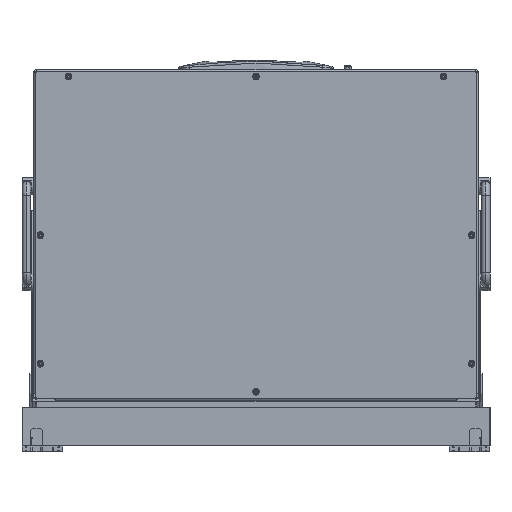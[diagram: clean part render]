
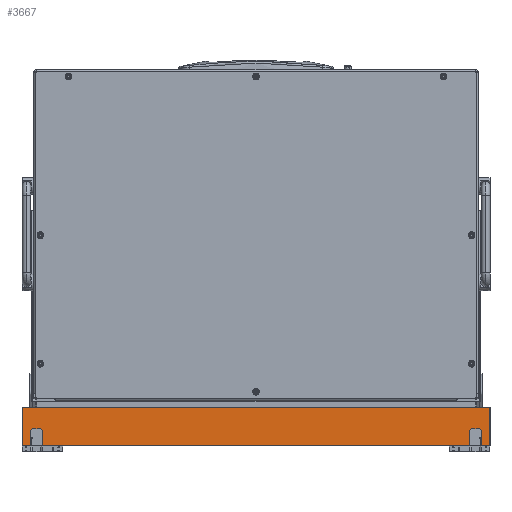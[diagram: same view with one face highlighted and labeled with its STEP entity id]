
A CAD part, front view. The second image highlights one B-rep face of the part: STEP entity #3667.
In plain terms, the highlighted planar face has unit normal (0, -1, 0).
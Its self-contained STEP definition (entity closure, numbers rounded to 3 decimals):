
#675 = CARTESIAN_POINT ( 'NONE',  ( -221., -4., 20. ) ) ;
#3252 = LINE ( 'NONE', #78919, #88267 ) ;
#3588 = CARTESIAN_POINT ( 'NONE',  ( -230., -4., 2. ) ) ;
#3667 = ADVANCED_FACE ( 'NONE', ( #52958 ), #18448, .T. ) ;
#3971 = DIRECTION ( 'NONE',  ( 1., 0., 0. ) ) ;
#4770 = CARTESIAN_POINT ( 'NONE',  ( -221., -4., 20. ) ) ;
#6617 = LINE ( 'NONE', #87251, #74846 ) ;
#6998 = ORIENTED_EDGE ( 'NONE', *, *, #13947, .T. ) ;
#7105 = ORIENTED_EDGE ( 'NONE', *, *, #57505, .T. ) ;
#7121 = CIRCLE ( 'NONE', #68571, 3. ) ;
#7831 = DIRECTION ( 'NONE',  ( 0., 1., 0. ) ) ;
#8116 = ORIENTED_EDGE ( 'NONE', *, *, #81220, .F. ) ;
#8284 = CARTESIAN_POINT ( 'NONE',  ( -224., -4., 5. ) ) ;
#8436 = ORIENTED_EDGE ( 'NONE', *, *, #27113, .T. ) ;
#8845 = AXIS2_PLACEMENT_3D ( 'NONE', #8284, #7831, #9148 ) ;
#9025 = CARTESIAN_POINT ( 'NONE',  ( -242., -4., 20. ) ) ;
#9148 = DIRECTION ( 'NONE',  ( 0., 0., -1. ) ) ;
#12325 = DIRECTION ( 'NONE',  ( 0., 0., -1. ) ) ;
#13193 = DIRECTION ( 'NONE',  ( 0., 0., 1. ) ) ;
#13947 = EDGE_CURVE ( 'NONE', #40848, #61192, #77881, .T. ) ;
#14020 = CARTESIAN_POINT ( 'NONE',  ( 242., -4., 20. ) ) ;
#14154 = EDGE_CURVE ( 'NONE', #52738, #46576, #60688, .T. ) ;
#15733 = VERTEX_POINT ( 'NONE', #4770 ) ;
#16350 = VERTEX_POINT ( 'NONE', #69463 ) ;
#16959 = DIRECTION ( 'NONE',  ( 0., 0., 1. ) ) ;
#17024 = LINE ( 'NONE', #3588, #29987 ) ;
#17404 = CIRCLE ( 'NONE', #8845, 3. ) ;
#17991 = CARTESIAN_POINT ( 'NONE',  ( 230., -4., 2. ) ) ;
#18340 = VECTOR ( 'NONE', #47645, 1000. ) ;
#18448 = PLANE ( 'NONE',  #38295 ) ;
#19744 = CARTESIAN_POINT ( 'NONE',  ( -242., -4., 20. ) ) ;
#20407 = VECTOR ( 'NONE', #62590, 1000. ) ;
#20733 = LINE ( 'NONE', #14020, #18340 ) ;
#21537 = VECTOR ( 'NONE', #12325, 1000. ) ;
#21666 = VERTEX_POINT ( 'NONE', #17991 ) ;
#22095 = VECTOR ( 'NONE', #68562, 1000. ) ;
#22510 = DIRECTION ( 'NONE',  ( -1., 0., 0. ) ) ;
#22861 = CARTESIAN_POINT ( 'NONE',  ( -233., -4., 20. ) ) ;
#23706 = DIRECTION ( 'NONE',  ( -1., 0., 0. ) ) ;
#24089 = CARTESIAN_POINT ( 'NONE',  ( -242., -4., 20. ) ) ;
#24870 = CARTESIAN_POINT ( 'NONE',  ( 230., -4., 2. ) ) ;
#24942 = EDGE_CURVE ( 'NONE', #62033, #21666, #7121, .T. ) ;
#26157 = ORIENTED_EDGE ( 'NONE', *, *, #37844, .T. ) ;
#27113 = EDGE_CURVE ( 'NONE', #37883, #27204, #17404, .T. ) ;
#27204 = VERTEX_POINT ( 'NONE', #43217 ) ;
#28327 = EDGE_CURVE ( 'NONE', #87293, #55423, #41283, .T. ) ;
#29262 = ORIENTED_EDGE ( 'NONE', *, *, #66727, .T. ) ;
#29987 = VECTOR ( 'NONE', #23706, 1000. ) ;
#30306 = ORIENTED_EDGE ( 'NONE', *, *, #30612, .F. ) ;
#30506 = CARTESIAN_POINT ( 'NONE',  ( 221., -4., 20. ) ) ;
#30612 = EDGE_CURVE ( 'NONE', #15733, #46576, #57280, .T. ) ;
#30777 = EDGE_CURVE ( 'NONE', #64525, #55699, #6617, .T. ) ;
#30911 = CARTESIAN_POINT ( 'NONE',  ( -242., -4., -20. ) ) ;
#31875 = DIRECTION ( 'NONE',  ( 0., -1., 0. ) ) ;
#34421 = ORIENTED_EDGE ( 'NONE', *, *, #64893, .T. ) ;
#37844 = EDGE_CURVE ( 'NONE', #27204, #40848, #17024, .T. ) ;
#37883 = VERTEX_POINT ( 'NONE', #44365 ) ;
#38295 = AXIS2_PLACEMENT_3D ( 'NONE', #74422, #31875, #87854 ) ;
#40848 = VERTEX_POINT ( 'NONE', #71415 ) ;
#41283 = LINE ( 'NONE', #19744, #22095 ) ;
#41876 = CARTESIAN_POINT ( 'NONE',  ( -242., -4., 20. ) ) ;
#43103 = LINE ( 'NONE', #9025, #65927 ) ;
#43217 = CARTESIAN_POINT ( 'NONE',  ( -224., -4., 2. ) ) ;
#43419 = LINE ( 'NONE', #78307, #79234 ) ;
#44365 = CARTESIAN_POINT ( 'NONE',  ( -221., -4., 5. ) ) ;
#44465 = VERTEX_POINT ( 'NONE', #22861 ) ;
#44531 = DIRECTION ( 'NONE',  ( 0., 1., 0. ) ) ;
#46576 = VERTEX_POINT ( 'NONE', #30506 ) ;
#47645 = DIRECTION ( 'NONE',  ( 0., 0., -1. ) ) ;
#48413 = CARTESIAN_POINT ( 'NONE',  ( -233., -4., 5. ) ) ;
#50510 = EDGE_CURVE ( 'NONE', #55699, #44465, #43103, .T. ) ;
#50896 = CARTESIAN_POINT ( 'NONE',  ( 242., -4., 20. ) ) ;
#51596 = ORIENTED_EDGE ( 'NONE', *, *, #30777, .F. ) ;
#51782 = DIRECTION ( 'NONE',  ( 0., 1., 0. ) ) ;
#52417 = EDGE_CURVE ( 'NONE', #15733, #37883, #53564, .T. ) ;
#52659 = VERTEX_POINT ( 'NONE', #63372 ) ;
#52696 = LINE ( 'NONE', #24870, #83794 ) ;
#52738 = VERTEX_POINT ( 'NONE', #57504 ) ;
#52793 = DIRECTION ( 'NONE',  ( 0., 0., 1. ) ) ;
#52958 = FACE_OUTER_BOUND ( 'NONE', #75193, .T. ) ;
#53381 = DIRECTION ( 'NONE',  ( 0., 0., 1. ) ) ;
#53564 = LINE ( 'NONE', #675, #21537 ) ;
#55423 = VERTEX_POINT ( 'NONE', #50896 ) ;
#55699 = VERTEX_POINT ( 'NONE', #41876 ) ;
#56413 = AXIS2_PLACEMENT_3D ( 'NONE', #65193, #51782, #79061 ) ;
#56477 = CIRCLE ( 'NONE', #59333, 3. ) ;
#57280 = LINE ( 'NONE', #24089, #79122 ) ;
#57505 = EDGE_CURVE ( 'NONE', #61192, #44465, #43419, .T. ) ;
#57504 = CARTESIAN_POINT ( 'NONE',  ( 221., -4., 5. ) ) ;
#58301 = DIRECTION ( 'NONE',  ( 0., 1., 0. ) ) ;
#59044 = ORIENTED_EDGE ( 'NONE', *, *, #14154, .T. ) ;
#59333 = AXIS2_PLACEMENT_3D ( 'NONE', #78980, #44531, #79419 ) ;
#59828 = CARTESIAN_POINT ( 'NONE',  ( 233., -4., 5. ) ) ;
#60279 = EDGE_CURVE ( 'NONE', #21666, #16350, #52696, .T. ) ;
#60688 = LINE ( 'NONE', #81291, #65033 ) ;
#61192 = VERTEX_POINT ( 'NONE', #48413 ) ;
#62033 = VERTEX_POINT ( 'NONE', #59828 ) ;
#62590 = DIRECTION ( 'NONE',  ( 0., 0., -1. ) ) ;
#62686 = ORIENTED_EDGE ( 'NONE', *, *, #87384, .F. ) ;
#63372 = CARTESIAN_POINT ( 'NONE',  ( 242., -4., -20. ) ) ;
#64525 = VERTEX_POINT ( 'NONE', #30911 ) ;
#64893 = EDGE_CURVE ( 'NONE', #87293, #62033, #68399, .T. ) ;
#65023 = CARTESIAN_POINT ( 'NONE',  ( 230., -4., 5. ) ) ;
#65033 = VECTOR ( 'NONE', #13193, 1000. ) ;
#65193 = CARTESIAN_POINT ( 'NONE',  ( -230., -4., 5. ) ) ;
#65927 = VECTOR ( 'NONE', #83410, 1000. ) ;
#66727 = EDGE_CURVE ( 'NONE', #16350, #52738, #56477, .T. ) ;
#66770 = ORIENTED_EDGE ( 'NONE', *, *, #28327, .F. ) ;
#68399 = LINE ( 'NONE', #83180, #20407 ) ;
#68562 = DIRECTION ( 'NONE',  ( 1., 0., 0. ) ) ;
#68571 = AXIS2_PLACEMENT_3D ( 'NONE', #65023, #58301, #53381 ) ;
#68917 = ORIENTED_EDGE ( 'NONE', *, *, #52417, .T. ) ;
#69463 = CARTESIAN_POINT ( 'NONE',  ( 224., -4., 2. ) ) ;
#71415 = CARTESIAN_POINT ( 'NONE',  ( -230., -4., 2. ) ) ;
#74422 = CARTESIAN_POINT ( 'NONE',  ( 242., -4., -20. ) ) ;
#74846 = VECTOR ( 'NONE', #52793, 1000. ) ;
#75193 = EDGE_LOOP ( 'NONE', ( #7105, #80478, #51596, #62686, #8116, #66770, #34421, #88244, #78591, #29262, #59044, #30306, #68917, #8436, #26157, #6998 ) ) ;
#75870 = CARTESIAN_POINT ( 'NONE',  ( 233., -4., 20. ) ) ;
#77881 = CIRCLE ( 'NONE', #56413, 3. ) ;
#78307 = CARTESIAN_POINT ( 'NONE',  ( -233., -4., 20. ) ) ;
#78591 = ORIENTED_EDGE ( 'NONE', *, *, #60279, .T. ) ;
#78919 = CARTESIAN_POINT ( 'NONE',  ( -242., -4., -20. ) ) ;
#78980 = CARTESIAN_POINT ( 'NONE',  ( 224., -4., 5. ) ) ;
#79061 = DIRECTION ( 'NONE',  ( 0., 0., -1. ) ) ;
#79122 = VECTOR ( 'NONE', #3971, 1000. ) ;
#79234 = VECTOR ( 'NONE', #16959, 1000. ) ;
#79419 = DIRECTION ( 'NONE',  ( 0., 0., 1. ) ) ;
#79549 = DIRECTION ( 'NONE',  ( -1., 0., 0. ) ) ;
#80478 = ORIENTED_EDGE ( 'NONE', *, *, #50510, .F. ) ;
#81220 = EDGE_CURVE ( 'NONE', #55423, #52659, #20733, .T. ) ;
#81291 = CARTESIAN_POINT ( 'NONE',  ( 221., -4., 20. ) ) ;
#83180 = CARTESIAN_POINT ( 'NONE',  ( 233., -4., 20. ) ) ;
#83410 = DIRECTION ( 'NONE',  ( 1., 0., 0. ) ) ;
#83794 = VECTOR ( 'NONE', #79549, 1000. ) ;
#87251 = CARTESIAN_POINT ( 'NONE',  ( -242., -4., 20. ) ) ;
#87293 = VERTEX_POINT ( 'NONE', #75870 ) ;
#87384 = EDGE_CURVE ( 'NONE', #52659, #64525, #3252, .T. ) ;
#87854 = DIRECTION ( 'NONE',  ( 0., 0., -1. ) ) ;
#88244 = ORIENTED_EDGE ( 'NONE', *, *, #24942, .T. ) ;
#88267 = VECTOR ( 'NONE', #22510, 1000. ) ;
